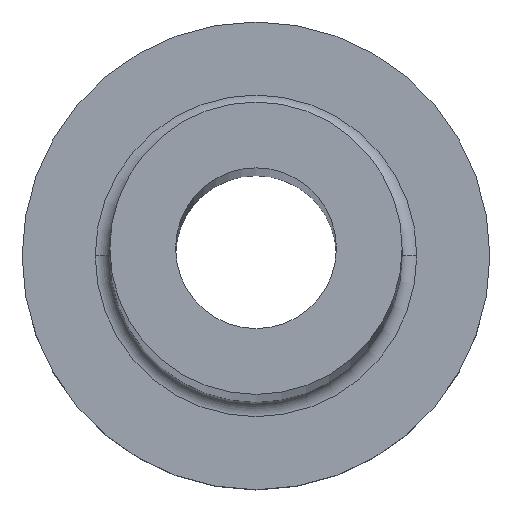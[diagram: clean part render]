
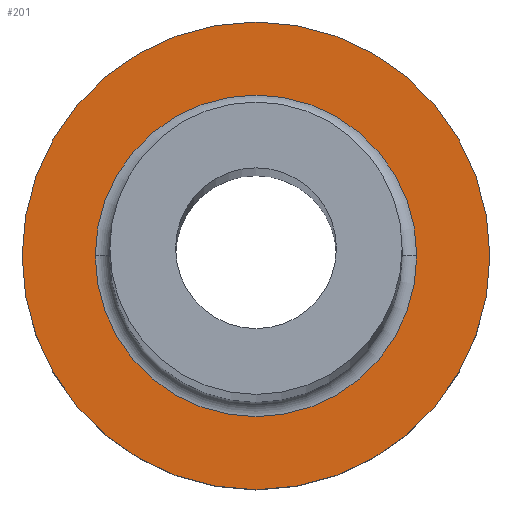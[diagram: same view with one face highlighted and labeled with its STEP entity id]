
A CAD part, top view. The second image highlights one B-rep face of the part: STEP entity #201.
In plain terms, the highlighted planar face has unit normal (0, 0, 1).
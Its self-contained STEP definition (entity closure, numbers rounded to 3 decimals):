
#1 = CARTESIAN_POINT ( 'NONE',  ( -8., 0., 5. ) ) ;
#6 = ORIENTED_EDGE ( 'NONE', *, *, #246, .T. ) ;
#10 = CARTESIAN_POINT ( 'NONE',  ( 0., 0., 5. ) ) ;
#14 = CARTESIAN_POINT ( 'NONE',  ( 0., 0., 5. ) ) ;
#21 = DIRECTION ( 'NONE',  ( 1., 0., 0. ) ) ;
#31 = CIRCLE ( 'NONE', #292, 8. ) ;
#36 = VERTEX_POINT ( 'NONE', #117 ) ;
#53 = CARTESIAN_POINT ( 'NONE',  ( 0., 0., 5. ) ) ;
#54 = AXIS2_PLACEMENT_3D ( 'NONE', #370, #85, #373 ) ;
#59 = ORIENTED_EDGE ( 'NONE', *, *, #278, .T. ) ;
#67 = AXIS2_PLACEMENT_3D ( 'NONE', #53, #322, #21 ) ;
#72 = PLANE ( 'NONE',  #127 ) ;
#85 = DIRECTION ( 'NONE',  ( 0., 0., -1. ) ) ;
#86 = VERTEX_POINT ( 'NONE', #1 ) ;
#97 = AXIS2_PLACEMENT_3D ( 'NONE', #10, #158, #251 ) ;
#117 = CARTESIAN_POINT ( 'NONE',  ( -5.5, 0., 5. ) ) ;
#127 = AXIS2_PLACEMENT_3D ( 'NONE', #189, #192, #342 ) ;
#130 = DIRECTION ( 'NONE',  ( 0., 0., 1. ) ) ;
#150 = CIRCLE ( 'NONE', #54, 5.5 ) ;
#151 = EDGE_CURVE ( 'NONE', #352, #86, #181, .T. ) ;
#158 = DIRECTION ( 'NONE',  ( 0., 0., 1. ) ) ;
#161 = FACE_BOUND ( 'NONE', #349, .T. ) ;
#181 = CIRCLE ( 'NONE', #97, 8. ) ;
#189 = CARTESIAN_POINT ( 'NONE',  ( 0., 0., 5. ) ) ;
#192 = DIRECTION ( 'NONE',  ( 0., 0., 1. ) ) ;
#201 = ADVANCED_FACE ( 'NONE', ( #161, #224 ), #72, .T. ) ;
#203 = VERTEX_POINT ( 'NONE', #311 ) ;
#224 = FACE_OUTER_BOUND ( 'NONE', #232, .T. ) ;
#232 = EDGE_LOOP ( 'NONE', ( #6, #320 ) ) ;
#246 = EDGE_CURVE ( 'NONE', #86, #352, #31, .T. ) ;
#251 = DIRECTION ( 'NONE',  ( 1., 0., 0. ) ) ;
#256 = DIRECTION ( 'NONE',  ( 1., 0., 0. ) ) ;
#278 = EDGE_CURVE ( 'NONE', #36, #203, #150, .T. ) ;
#292 = AXIS2_PLACEMENT_3D ( 'NONE', #14, #130, #256 ) ;
#306 = ORIENTED_EDGE ( 'NONE', *, *, #357, .T. ) ;
#311 = CARTESIAN_POINT ( 'NONE',  ( 5.5, 0., 5. ) ) ;
#320 = ORIENTED_EDGE ( 'NONE', *, *, #151, .T. ) ;
#322 = DIRECTION ( 'NONE',  ( 0., 0., -1. ) ) ;
#342 = DIRECTION ( 'NONE',  ( 1., 0., 0. ) ) ;
#345 = CARTESIAN_POINT ( 'NONE',  ( 8., 0., 5. ) ) ;
#349 = EDGE_LOOP ( 'NONE', ( #306, #59 ) ) ;
#352 = VERTEX_POINT ( 'NONE', #345 ) ;
#357 = EDGE_CURVE ( 'NONE', #203, #36, #380, .T. ) ;
#370 = CARTESIAN_POINT ( 'NONE',  ( 0., 0., 5. ) ) ;
#373 = DIRECTION ( 'NONE',  ( 1., 0., 0. ) ) ;
#380 = CIRCLE ( 'NONE', #67, 5.5 ) ;
